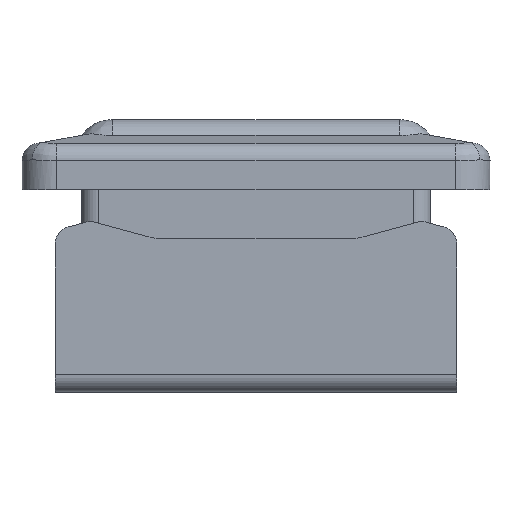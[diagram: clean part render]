
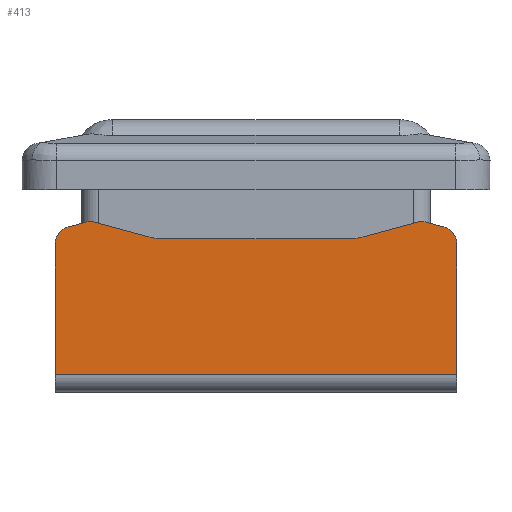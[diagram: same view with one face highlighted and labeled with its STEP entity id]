
A CAD part, front view. The second image highlights one B-rep face of the part: STEP entity #413.
In plain terms, the highlighted planar face has unit normal (0, -1, 0).
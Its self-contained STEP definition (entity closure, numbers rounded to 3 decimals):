
#30 = AXIS2_PLACEMENT_3D ( 'NONE', #885, #3268, #5550 ) ;
#31 = EDGE_CURVE ( 'NONE', #1675, #5460, #2269, .T. ) ;
#96 = DIRECTION ( 'NONE',  ( 0.966, 0., -0.259 ) ) ;
#314 = AXIS2_PLACEMENT_3D ( 'NONE', #2330, #4610, #6896 ) ;
#321 = EDGE_CURVE ( 'NONE', #2307, #6160, #4220, .T. ) ;
#398 = DIRECTION ( 'NONE',  ( 0.966, 0., 0.259 ) ) ;
#413 = ADVANCED_FACE ( 'NONE', ( #1733 ), #4014, .F. ) ;
#422 = AXIS2_PLACEMENT_3D ( 'NONE', #6231, #1115, #3676 ) ;
#517 = EDGE_LOOP ( 'NONE', ( #5039, #1943, #4554, #3013, #3111, #4901, #7226, #6191, #6889, #1764, #765, #4313 ) ) ;
#677 = LINE ( 'NONE', #2956, #3534 ) ;
#765 = ORIENTED_EDGE ( 'NONE', *, *, #4474, .T. ) ;
#854 = DIRECTION ( 'NONE',  ( 0., 0., -1. ) ) ;
#885 = CARTESIAN_POINT ( 'NONE',  ( -10.5, -11.3, 7.697 ) ) ;
#1105 = LINE ( 'NONE', #3380, #5291 ) ;
#1115 = DIRECTION ( 'NONE',  ( 0., 1., 0. ) ) ;
#1148 = EDGE_CURVE ( 'NONE', #5460, #5720, #3029, .T. ) ;
#1169 = DIRECTION ( 'NONE',  ( 0., 1., 0. ) ) ;
#1222 = VECTOR ( 'NONE', #398, 1000. ) ;
#1515 = CARTESIAN_POINT ( 'NONE',  ( -11.5, -11.3, 7.697 ) ) ;
#1591 = CARTESIAN_POINT ( 'NONE',  ( 11.5, -11.3, 7.697 ) ) ;
#1675 = VERTEX_POINT ( 'NONE', #2236 ) ;
#1679 = LINE ( 'NONE', #3954, #3432 ) ;
#1733 = FACE_OUTER_BOUND ( 'NONE', #517, .T. ) ;
#1735 = CARTESIAN_POINT ( 'NONE',  ( -5.636, -11.3, 8. ) ) ;
#1764 = ORIENTED_EDGE ( 'NONE', *, *, #2463, .T. ) ;
#1792 = EDGE_CURVE ( 'NONE', #3059, #4781, #2935, .T. ) ;
#1943 = ORIENTED_EDGE ( 'NONE', *, *, #1792, .F. ) ;
#2077 = AXIS2_PLACEMENT_3D ( 'NONE', #2232, #4510, #6801 ) ;
#2232 = CARTESIAN_POINT ( 'NONE',  ( -5.636, -11.3, 9. ) ) ;
#2236 = CARTESIAN_POINT ( 'NONE',  ( -9.5, -11.3, 9. ) ) ;
#2269 = LINE ( 'NONE', #4547, #6506 ) ;
#2284 = CARTESIAN_POINT ( 'NONE',  ( -11.5, -11.3, 0.2 ) ) ;
#2307 = VERTEX_POINT ( 'NONE', #1515 ) ;
#2330 = CARTESIAN_POINT ( 'NONE',  ( 5.636, -11.3, 9. ) ) ;
#2463 = EDGE_CURVE ( 'NONE', #2307, #3272, #1105, .T. ) ;
#2509 = LINE ( 'NONE', #4790, #5931 ) ;
#2787 = VECTOR ( 'NONE', #854, 1000. ) ;
#2935 = LINE ( 'NONE', #5221, #4594 ) ;
#2956 = CARTESIAN_POINT ( 'NONE',  ( 0., -11.3, 0.2 ) ) ;
#3013 = ORIENTED_EDGE ( 'NONE', *, *, #5128, .F. ) ;
#3029 = CIRCLE ( 'NONE', #2077, 1. ) ;
#3050 = EDGE_CURVE ( 'NONE', #4955, #5407, #3694, .T. ) ;
#3059 = VERTEX_POINT ( 'NONE', #3127 ) ;
#3111 = ORIENTED_EDGE ( 'NONE', *, *, #6954, .F. ) ;
#3127 = CARTESIAN_POINT ( 'NONE',  ( 9.5, -11.3, 9. ) ) ;
#3163 = EDGE_CURVE ( 'NONE', #6470, #3059, #3239, .T. ) ;
#3239 = LINE ( 'NONE', #5520, #1222 ) ;
#3268 = DIRECTION ( 'NONE',  ( 0., 1., 0. ) ) ;
#3272 = VERTEX_POINT ( 'NONE', #2284 ) ;
#3380 = CARTESIAN_POINT ( 'NONE',  ( -11.5, -11.3, 3.448 ) ) ;
#3432 = VECTOR ( 'NONE', #6228, 1000. ) ;
#3450 = DIRECTION ( 'NONE',  ( 0., 0., 1. ) ) ;
#3534 = VECTOR ( 'NONE', #5241, 1000. ) ;
#3539 = CIRCLE ( 'NONE', #314, 1. ) ;
#3665 = EDGE_CURVE ( 'NONE', #4781, #4955, #6871, .T. ) ;
#3676 = DIRECTION ( 'NONE',  ( 0., 0., 1. ) ) ;
#3685 = CARTESIAN_POINT ( 'NONE',  ( -5.895, -11.3, 8.034 ) ) ;
#3694 = LINE ( 'NONE', #5971, #2787 ) ;
#3954 = CARTESIAN_POINT ( 'NONE',  ( 0., -11.3, 8. ) ) ;
#4005 = CARTESIAN_POINT ( 'NONE',  ( -10.759, -11.3, 8.663 ) ) ;
#4014 = PLANE ( 'NONE',  #6737 ) ;
#4220 = CIRCLE ( 'NONE', #30, 1. ) ;
#4313 = ORIENTED_EDGE ( 'NONE', *, *, #3050, .F. ) ;
#4474 = EDGE_CURVE ( 'NONE', #3272, #5407, #677, .T. ) ;
#4510 = DIRECTION ( 'NONE',  ( 0., -1., 0. ) ) ;
#4547 = CARTESIAN_POINT ( 'NONE',  ( -5.895, -11.3, 8.034 ) ) ;
#4554 = ORIENTED_EDGE ( 'NONE', *, *, #3163, .F. ) ;
#4594 = VECTOR ( 'NONE', #96, 1000. ) ;
#4610 = DIRECTION ( 'NONE',  ( 0., -1., 0. ) ) ;
#4781 = VERTEX_POINT ( 'NONE', #5254 ) ;
#4790 = CARTESIAN_POINT ( 'NONE',  ( -9.5, -11.3, 9. ) ) ;
#4901 = ORIENTED_EDGE ( 'NONE', *, *, #1148, .F. ) ;
#4955 = VERTEX_POINT ( 'NONE', #1591 ) ;
#5039 = ORIENTED_EDGE ( 'NONE', *, *, #3665, .F. ) ;
#5128 = EDGE_CURVE ( 'NONE', #6547, #6470, #3539, .T. ) ;
#5221 = CARTESIAN_POINT ( 'NONE',  ( 10.759, -11.3, 8.663 ) ) ;
#5241 = DIRECTION ( 'NONE',  ( 1., 0., 0. ) ) ;
#5254 = CARTESIAN_POINT ( 'NONE',  ( 10.759, -11.3, 8.663 ) ) ;
#5291 = VECTOR ( 'NONE', #5662, 1000. ) ;
#5407 = VERTEX_POINT ( 'NONE', #7015 ) ;
#5460 = VERTEX_POINT ( 'NONE', #3685 ) ;
#5520 = CARTESIAN_POINT ( 'NONE',  ( 9.5, -11.3, 9. ) ) ;
#5550 = DIRECTION ( 'NONE',  ( 0., 0., -1. ) ) ;
#5662 = DIRECTION ( 'NONE',  ( 0., 0., -1. ) ) ;
#5720 = VERTEX_POINT ( 'NONE', #1735 ) ;
#5931 = VECTOR ( 'NONE', #7080, 1000. ) ;
#5933 = EDGE_CURVE ( 'NONE', #6160, #1675, #2509, .T. ) ;
#5971 = CARTESIAN_POINT ( 'NONE',  ( 11.5, -11.3, 3.448 ) ) ;
#6160 = VERTEX_POINT ( 'NONE', #4005 ) ;
#6191 = ORIENTED_EDGE ( 'NONE', *, *, #5933, .F. ) ;
#6202 = CARTESIAN_POINT ( 'NONE',  ( 5.636, -11.3, 8. ) ) ;
#6228 = DIRECTION ( 'NONE',  ( 1., 0., 0. ) ) ;
#6231 = CARTESIAN_POINT ( 'NONE',  ( 10.5, -11.3, 7.697 ) ) ;
#6287 = CARTESIAN_POINT ( 'NONE',  ( -11.5, -11.3, 0.2 ) ) ;
#6470 = VERTEX_POINT ( 'NONE', #7264 ) ;
#6506 = VECTOR ( 'NONE', #6834, 1000. ) ;
#6547 = VERTEX_POINT ( 'NONE', #6202 ) ;
#6737 = AXIS2_PLACEMENT_3D ( 'NONE', #6287, #1169, #3450 ) ;
#6801 = DIRECTION ( 'NONE',  ( 0., 0., 1. ) ) ;
#6834 = DIRECTION ( 'NONE',  ( 0.966, 0., -0.259 ) ) ;
#6871 = CIRCLE ( 'NONE', #422, 1. ) ;
#6889 = ORIENTED_EDGE ( 'NONE', *, *, #321, .F. ) ;
#6896 = DIRECTION ( 'NONE',  ( 0., 0., 1. ) ) ;
#6954 = EDGE_CURVE ( 'NONE', #5720, #6547, #1679, .T. ) ;
#7015 = CARTESIAN_POINT ( 'NONE',  ( 11.5, -11.3, 0.2 ) ) ;
#7080 = DIRECTION ( 'NONE',  ( 0.966, 0., 0.259 ) ) ;
#7226 = ORIENTED_EDGE ( 'NONE', *, *, #31, .F. ) ;
#7264 = CARTESIAN_POINT ( 'NONE',  ( 5.895, -11.3, 8.034 ) ) ;
